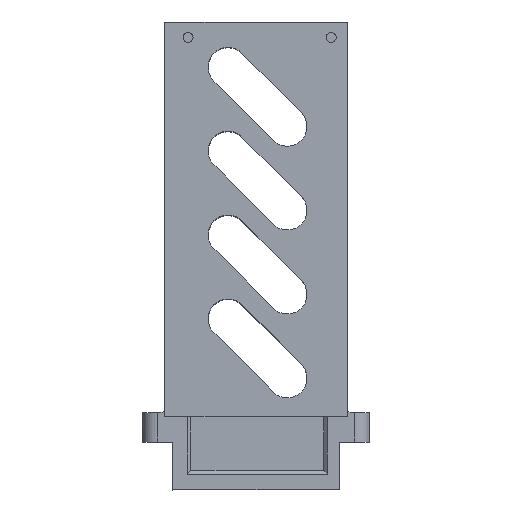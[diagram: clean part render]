
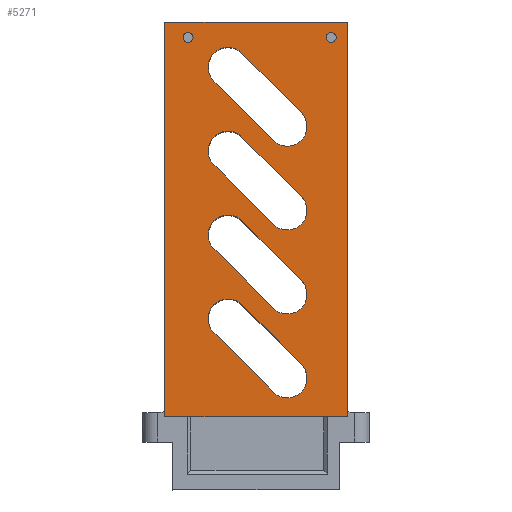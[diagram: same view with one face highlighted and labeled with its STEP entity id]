
A CAD part, top view. The second image highlights one B-rep face of the part: STEP entity #5271.
In plain terms, the highlighted planar face has unit normal (0, 0, 1).
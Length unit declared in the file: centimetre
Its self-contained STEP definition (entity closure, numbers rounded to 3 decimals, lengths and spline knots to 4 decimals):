
#227=FACE_BOUND($,#1043,.T.);
#228=FACE_BOUND($,#1044,.T.);
#229=FACE_BOUND($,#1045,.T.);
#230=FACE_BOUND($,#1046,.T.);
#231=FACE_BOUND($,#1047,.T.);
#232=FACE_BOUND($,#1048,.T.);
#361=CIRCLE($,#5440,0.4);
#363=CIRCLE($,#5444,0.4);
#365=CIRCLE($,#5448,0.4);
#367=CIRCLE($,#5452,0.4);
#369=CIRCLE($,#5456,0.4);
#371=CIRCLE($,#5460,0.4);
#373=CIRCLE($,#5464,0.4);
#375=CIRCLE($,#5468,0.4);
#376=CIRCLE($,#5470,0.1);
#378=CIRCLE($,#5473,0.1);
#688=FACE_OUTER_BOUND($,#1042,.T.);
#1042=EDGE_LOOP($,(#4238,#4239,#4240,#4241));
#1043=EDGE_LOOP($,(#4242));
#1044=EDGE_LOOP($,(#4243));
#1045=EDGE_LOOP($,(#4244,#4245,#4246,#4247));
#1046=EDGE_LOOP($,(#4248,#4249,#4250,#4251));
#1047=EDGE_LOOP($,(#4252,#4253,#4254,#4255));
#1048=EDGE_LOOP($,(#4256,#4257,#4258,#4259));
#1339=LINE($,#7487,#1845);
#1343=LINE($,#7499,#1849);
#1347=LINE($,#7511,#1853);
#1351=LINE($,#7523,#1857);
#1355=LINE($,#7535,#1861);
#1359=LINE($,#7547,#1865);
#1363=LINE($,#7559,#1869);
#1367=LINE($,#7571,#1873);
#1583=LINE($,#8289,#2089);
#1584=LINE($,#8291,#2090);
#1585=LINE($,#8293,#2091);
#1586=LINE($,#8294,#2092);
#1845=VECTOR($,#6021,1.7);
#1849=VECTOR($,#6033,1.7);
#1853=VECTOR($,#6045,1.7);
#1857=VECTOR($,#6057,1.7);
#1861=VECTOR($,#6069,1.7);
#1865=VECTOR($,#6081,1.7);
#1869=VECTOR($,#6093,1.7);
#1873=VECTOR($,#6105,1.7);
#2089=VECTOR($,#6751,3.7);
#2090=VECTOR($,#6752,8.);
#2091=VECTOR($,#6753,3.7);
#2092=VECTOR($,#6754,8.);
#2353=VERTEX_POINT($,#7484);
#2354=VERTEX_POINT($,#7486);
#2356=VERTEX_POINT($,#7492);
#2358=VERTEX_POINT($,#7498);
#2361=VERTEX_POINT($,#7508);
#2362=VERTEX_POINT($,#7510);
#2364=VERTEX_POINT($,#7516);
#2366=VERTEX_POINT($,#7522);
#2369=VERTEX_POINT($,#7532);
#2370=VERTEX_POINT($,#7534);
#2372=VERTEX_POINT($,#7540);
#2374=VERTEX_POINT($,#7546);
#2377=VERTEX_POINT($,#7556);
#2378=VERTEX_POINT($,#7558);
#2380=VERTEX_POINT($,#7564);
#2382=VERTEX_POINT($,#7570);
#2383=VERTEX_POINT($,#7577);
#2385=VERTEX_POINT($,#7582);
#2634=VERTEX_POINT($,#8287);
#2635=VERTEX_POINT($,#8288);
#2636=VERTEX_POINT($,#8290);
#2637=VERTEX_POINT($,#8292);
#2885=EDGE_CURVE($,#2354,#2353,#1339,.F.);
#2888=EDGE_CURVE($,#2356,#2354,#361,.T.);
#2891=EDGE_CURVE($,#2358,#2356,#1343,.F.);
#2894=EDGE_CURVE($,#2353,#2358,#363,.T.);
#2897=EDGE_CURVE($,#2362,#2361,#1347,.F.);
#2900=EDGE_CURVE($,#2364,#2362,#365,.T.);
#2903=EDGE_CURVE($,#2366,#2364,#1351,.F.);
#2906=EDGE_CURVE($,#2361,#2366,#367,.T.);
#2909=EDGE_CURVE($,#2370,#2369,#1355,.F.);
#2912=EDGE_CURVE($,#2372,#2370,#369,.T.);
#2915=EDGE_CURVE($,#2374,#2372,#1359,.F.);
#2918=EDGE_CURVE($,#2369,#2374,#371,.T.);
#2921=EDGE_CURVE($,#2378,#2377,#1363,.F.);
#2924=EDGE_CURVE($,#2380,#2378,#373,.T.);
#2927=EDGE_CURVE($,#2382,#2380,#1367,.F.);
#2930=EDGE_CURVE($,#2377,#2382,#375,.T.);
#2931=EDGE_CURVE($,#2383,#2383,#376,.T.);
#2933=EDGE_CURVE($,#2385,#2385,#378,.T.);
#3259=EDGE_CURVE($,#2634,#2635,#1583,.T.);
#3260=EDGE_CURVE($,#2636,#2635,#1584,.T.);
#3261=EDGE_CURVE($,#2637,#2636,#1585,.F.);
#3262=EDGE_CURVE($,#2634,#2637,#1586,.F.);
#4238=ORIENTED_EDGE($,*,*,#3259,.T.);
#4239=ORIENTED_EDGE($,*,*,#3260,.F.);
#4240=ORIENTED_EDGE($,*,*,#3261,.F.);
#4241=ORIENTED_EDGE($,*,*,#3262,.F.);
#4242=ORIENTED_EDGE($,*,*,#2933,.T.);
#4243=ORIENTED_EDGE($,*,*,#2931,.T.);
#4244=ORIENTED_EDGE($,*,*,#2930,.T.);
#4245=ORIENTED_EDGE($,*,*,#2927,.T.);
#4246=ORIENTED_EDGE($,*,*,#2924,.T.);
#4247=ORIENTED_EDGE($,*,*,#2921,.T.);
#4248=ORIENTED_EDGE($,*,*,#2918,.T.);
#4249=ORIENTED_EDGE($,*,*,#2915,.T.);
#4250=ORIENTED_EDGE($,*,*,#2912,.T.);
#4251=ORIENTED_EDGE($,*,*,#2909,.T.);
#4252=ORIENTED_EDGE($,*,*,#2906,.T.);
#4253=ORIENTED_EDGE($,*,*,#2903,.T.);
#4254=ORIENTED_EDGE($,*,*,#2900,.T.);
#4255=ORIENTED_EDGE($,*,*,#2897,.T.);
#4256=ORIENTED_EDGE($,*,*,#2894,.T.);
#4257=ORIENTED_EDGE($,*,*,#2891,.T.);
#4258=ORIENTED_EDGE($,*,*,#2888,.T.);
#4259=ORIENTED_EDGE($,*,*,#2885,.T.);
#5055=PLANE($,#5680);
#5271=ADVANCED_FACE($,(#688,#227,#228,#229,#230,#231,#232),#5055,.F.);
#5440=AXIS2_PLACEMENT_3D($,#7493,#6027,#6028);
#5444=AXIS2_PLACEMENT_3D($,#7503,#6039,#6040);
#5448=AXIS2_PLACEMENT_3D($,#7517,#6051,#6052);
#5452=AXIS2_PLACEMENT_3D($,#7527,#6063,#6064);
#5456=AXIS2_PLACEMENT_3D($,#7541,#6075,#6076);
#5460=AXIS2_PLACEMENT_3D($,#7551,#6087,#6088);
#5464=AXIS2_PLACEMENT_3D($,#7565,#6099,#6100);
#5468=AXIS2_PLACEMENT_3D($,#7575,#6111,#6112);
#5470=AXIS2_PLACEMENT_3D($,#7578,#6115,#6116);
#5473=AXIS2_PLACEMENT_3D($,#7583,#6121,#6122);
#5680=AXIS2_PLACEMENT_3D($,#8286,#6749,#6750);
#6021=DIRECTION($,(0.707,-0.707,0.));
#6027=DIRECTION('center_axis',(0.,0.,-1.));
#6028=DIRECTION('ref_axis',(1.,0.,0.));
#6033=DIRECTION($,(-0.707,0.707,0.));
#6039=DIRECTION('center_axis',(0.,0.,-1.));
#6040=DIRECTION('ref_axis',(-1.,0.,0.));
#6045=DIRECTION($,(0.707,-0.707,0.));
#6051=DIRECTION('center_axis',(0.,0.,-1.));
#6052=DIRECTION('ref_axis',(1.,0.,0.));
#6057=DIRECTION($,(-0.707,0.707,0.));
#6063=DIRECTION('center_axis',(0.,0.,-1.));
#6064=DIRECTION('ref_axis',(-1.,0.,0.));
#6069=DIRECTION($,(0.707,-0.707,0.));
#6075=DIRECTION('center_axis',(0.,0.,-1.));
#6076=DIRECTION('ref_axis',(1.,0.,0.));
#6081=DIRECTION($,(-0.707,0.707,0.));
#6087=DIRECTION('center_axis',(0.,0.,-1.));
#6088=DIRECTION('ref_axis',(-1.,0.,0.));
#6093=DIRECTION($,(0.707,-0.707,0.));
#6099=DIRECTION('center_axis',(0.,0.,-1.));
#6100=DIRECTION('ref_axis',(1.,0.,0.));
#6105=DIRECTION($,(-0.707,0.707,0.));
#6111=DIRECTION('center_axis',(0.,0.,-1.));
#6112=DIRECTION('ref_axis',(-1.,0.,0.));
#6115=DIRECTION('center_axis',(0.,0.,-1.));
#6116=DIRECTION('ref_axis',(0.,-1.,0.));
#6121=DIRECTION('center_axis',(0.,0.,-1.));
#6122=DIRECTION('ref_axis',(0.,-1.,0.));
#6749=DIRECTION('center_axis',(0.,0.,-1.));
#6750=DIRECTION('ref_axis',(1.,0.,0.));
#6751=DIRECTION($,(-1.,0.,0.));
#6752=DIRECTION($,(0.,1.,0.));
#6753=DIRECTION($,(1.,0.,0.));
#6754=DIRECTION($,(0.,1.,0.));
#7484=CARTESIAN_POINT('',(-7.3059,11.9231,8.3797));
#7486=CARTESIAN_POINT('',(-6.1038,10.7211,8.3797));
#7487=CARTESIAN_POINT($,(-6.9659,11.5831,8.3797));
#7492=CARTESIAN_POINT('',(-5.5381,11.2867,8.3797));
#7493=CARTESIAN_POINT('Origin',(-5.8209,11.0039,8.3797));
#7498=CARTESIAN_POINT('',(-6.7402,12.4888,8.3797));
#7499=CARTESIAN_POINT($,(-6.4002,12.1488,8.3797));
#7503=CARTESIAN_POINT('Origin',(-7.023,12.206,8.3797));
#7508=CARTESIAN_POINT('',(-7.3059,10.2231,8.3797));
#7510=CARTESIAN_POINT('',(-6.1038,9.0211,8.3797));
#7511=CARTESIAN_POINT($,(-7.3909,10.3081,8.3797));
#7516=CARTESIAN_POINT('',(-5.5381,9.5867,8.3797));
#7517=CARTESIAN_POINT('Origin',(-5.8209,9.3039,8.3797));
#7522=CARTESIAN_POINT('',(-6.7402,10.7888,8.3797));
#7523=CARTESIAN_POINT($,(-6.8252,10.8738,8.3797));
#7527=CARTESIAN_POINT('Origin',(-7.023,10.506,8.3797));
#7532=CARTESIAN_POINT('',(-7.3059,13.6231,8.3797));
#7534=CARTESIAN_POINT('',(-6.1038,12.4211,8.3797));
#7535=CARTESIAN_POINT($,(-6.5409,12.8581,8.3797));
#7540=CARTESIAN_POINT('',(-5.5381,12.9867,8.3797));
#7541=CARTESIAN_POINT('Origin',(-5.8209,12.7039,8.3797));
#7546=CARTESIAN_POINT('',(-6.7402,14.1888,8.3797));
#7547=CARTESIAN_POINT($,(-5.9752,13.4238,8.3797));
#7551=CARTESIAN_POINT('Origin',(-7.023,13.906,8.3797));
#7556=CARTESIAN_POINT('',(-7.3059,15.3231,8.3797));
#7558=CARTESIAN_POINT('',(-6.1038,14.1211,8.3797));
#7559=CARTESIAN_POINT($,(-6.1159,14.1331,8.3797));
#7564=CARTESIAN_POINT('',(-5.5381,14.6867,8.3797));
#7565=CARTESIAN_POINT('Origin',(-5.8209,14.4039,8.3797));
#7570=CARTESIAN_POINT('',(-6.7402,15.8888,8.3797));
#7571=CARTESIAN_POINT($,(-5.5502,14.6988,8.3797));
#7575=CARTESIAN_POINT('Origin',(-7.023,15.606,8.3797));
#7577=CARTESIAN_POINT('',(-4.9305,16.3079,8.3797));
#7578=CARTESIAN_POINT('Origin',(-4.9305,16.2079,8.3797));
#7582=CARTESIAN_POINT('',(-7.8305,16.3079,8.3797));
#7583=CARTESIAN_POINT('Origin',(-7.8305,16.2079,8.3797));
#8286=CARTESIAN_POINT('Origin',(-6.5512,12.5199,8.3797));
#8287=CARTESIAN_POINT('',(-4.6012,16.5199,8.3797));
#8288=CARTESIAN_POINT('',(-8.3012,16.5199,8.3797));
#8289=CARTESIAN_POINT($,(-6.5512,16.5199,8.3797));
#8290=CARTESIAN_POINT('',(-8.3012,8.5199,8.3797));
#8291=CARTESIAN_POINT($,(-8.3012,12.5199,8.3797));
#8292=CARTESIAN_POINT('',(-4.6012,8.5199,8.3797));
#8293=CARTESIAN_POINT($,(-6.5512,8.5199,8.3797));
#8294=CARTESIAN_POINT($,(-4.6012,12.5199,8.3797));
